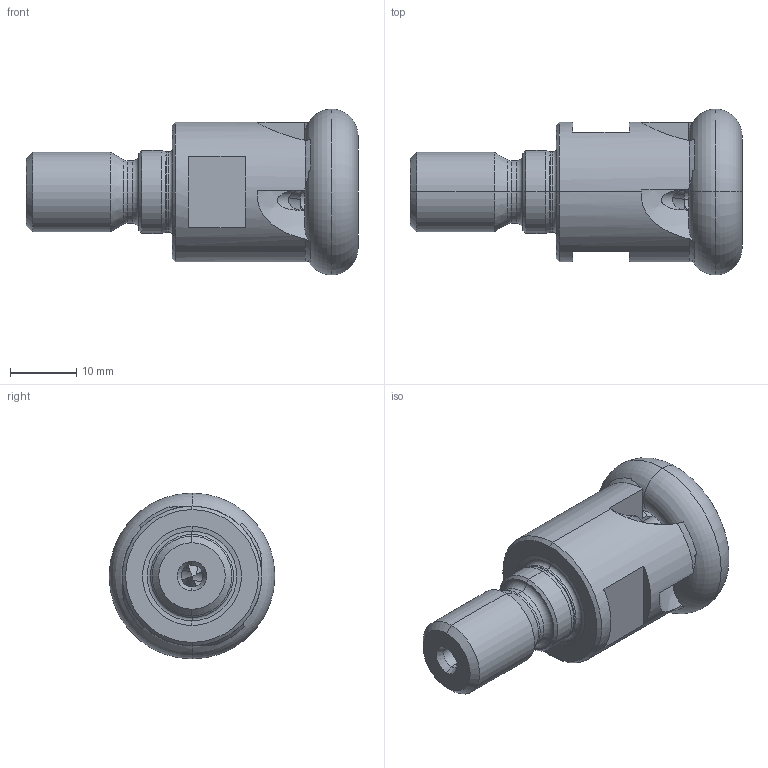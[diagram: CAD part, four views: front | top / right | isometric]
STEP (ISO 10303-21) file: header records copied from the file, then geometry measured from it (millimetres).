
FILE_DESCRIPTION (( 'STEP AP214' ), '1' );
FILE_NAME ('KEF_25_28_M12_508_4.STEP', '2016-09-19T13:57:43', ( '' ), ( '' ), 'SwSTEP 2.0', 'SolidWorks 2016', '' );
FILE_SCHEMA (( 'AUTOMOTIVE_DESIGN' ));
Length unit declared in the file: millimetre
Products named in the file (1): KEF_25_28_M12_508_4
Bounding box: 49.98 x 24.96 x 24.96 mm (x, y, z)
Volume: 11186.7 mm3; surface area: 4570 mm2
Topology: 1 solids, 1 shells, 158 faces, 462 edges, 294 vertices
Faces by surface type: plane 66, cylinder 50, cone 26, torus 12, bspline 4
Entity records: 6193 total; most frequent: CARTESIAN_POINT 2213, ORIENTED_EDGE 920, DIRECTION 710, EDGE_CURVE 460, VERTEX_POINT 294, AXIS2_PLACEMENT_3D 281, EDGE_LOOP 164, FACE_OUTER_BOUND 158
